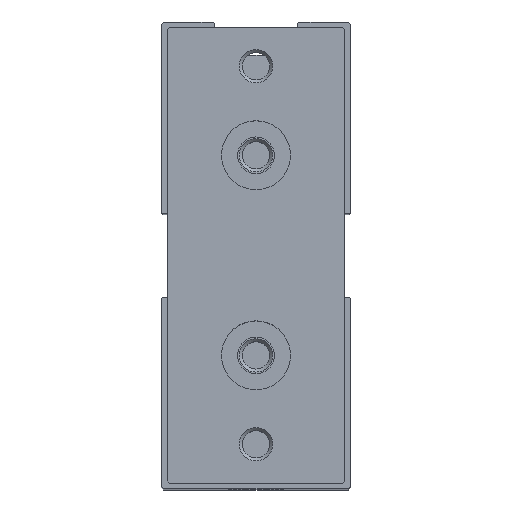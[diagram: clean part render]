
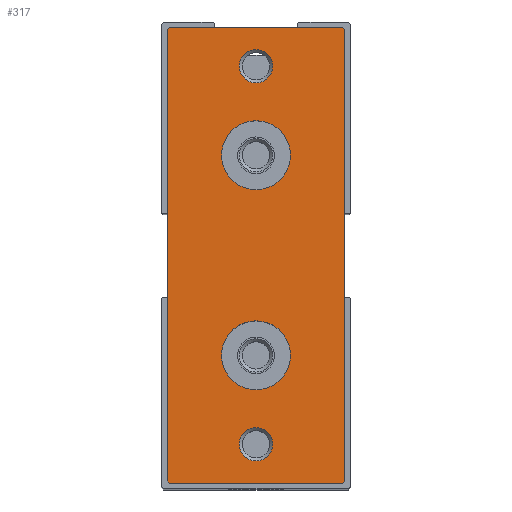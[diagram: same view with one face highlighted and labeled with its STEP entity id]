
A CAD part, top view. The second image highlights one B-rep face of the part: STEP entity #317.
In plain terms, the highlighted planar face has unit normal (0, 0, 1).
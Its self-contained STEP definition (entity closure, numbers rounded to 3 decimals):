
#317 = ADVANCED_FACE( '', ( #725, #726, #727, #728, #729 ), #730, .T. );
#725 = FACE_BOUND( '', #1221, .T. );
#726 = FACE_BOUND( '', #1222, .T. );
#727 = FACE_BOUND( '', #1223, .T. );
#728 = FACE_BOUND( '', #1224, .T. );
#729 = FACE_OUTER_BOUND( '', #1225, .T. );
#730 = PLANE( '', #1226 );
#1221 = EDGE_LOOP( '', ( #2467 ) );
#1222 = EDGE_LOOP( '', ( #2468 ) );
#1223 = EDGE_LOOP( '', ( #2469 ) );
#1224 = EDGE_LOOP( '', ( #2470 ) );
#1225 = EDGE_LOOP( '', ( #2471, #2472, #2473, #2474, #2475, #2476, #2477, #2478 ) );
#1226 = AXIS2_PLACEMENT_3D( '', #2479, #2480, #2481 );
#2467 = ORIENTED_EDGE( '', *, *, #3124, .T. );
#2468 = ORIENTED_EDGE( '', *, *, #3125, .T. );
#2469 = ORIENTED_EDGE( '', *, *, #3126, .T. );
#2470 = ORIENTED_EDGE( '', *, *, #3127, .T. );
#2471 = ORIENTED_EDGE( '', *, *, #3128, .T. );
#2472 = ORIENTED_EDGE( '', *, *, #3129, .T. );
#2473 = ORIENTED_EDGE( '', *, *, #3117, .T. );
#2474 = ORIENTED_EDGE( '', *, *, #3130, .T. );
#2475 = ORIENTED_EDGE( '', *, *, #3097, .T. );
#2476 = ORIENTED_EDGE( '', *, *, #3088, .T. );
#2477 = ORIENTED_EDGE( '', *, *, #3131, .T. );
#2478 = ORIENTED_EDGE( '', *, *, #3092, .T. );
#2479 = CARTESIAN_POINT( '', ( 0., 0., 5.5 ) );
#2480 = DIRECTION( '', ( 0., 0., 1. ) );
#2481 = DIRECTION( '', ( 1., 0., 0. ) );
#3088 = EDGE_CURVE( '', #3707, #3705, #3708, .T. );
#3092 = EDGE_CURVE( '', #3715, #3713, #3716, .T. );
#3097 = EDGE_CURVE( '', #3724, #3707, #3725, .T. );
#3117 = EDGE_CURVE( '', #3763, #3761, #3764, .T. );
#3124 = EDGE_CURVE( '', #3774, #3774, #3775, .T. );
#3125 = EDGE_CURVE( '', #3776, #3776, #3777, .T. );
#3126 = EDGE_CURVE( '', #3778, #3778, #3779, .T. );
#3127 = EDGE_CURVE( '', #3780, #3780, #3781, .T. );
#3128 = EDGE_CURVE( '', #3713, #3782, #3783, .T. );
#3129 = EDGE_CURVE( '', #3782, #3763, #3784, .T. );
#3130 = EDGE_CURVE( '', #3761, #3724, #3785, .T. );
#3131 = EDGE_CURVE( '', #3705, #3715, #3786, .T. );
#3705 = VERTEX_POINT( '', #4680 );
#3707 = VERTEX_POINT( '', #4683 );
#3708 = LINE( '', #4684, #4685 );
#3713 = VERTEX_POINT( '', #4692 );
#3715 = VERTEX_POINT( '', #4695 );
#3716 = LINE( '', #4696, #4697 );
#3724 = VERTEX_POINT( '', #4707 );
#3725 = LINE( '', #4708, #4709 );
#3761 = VERTEX_POINT( '', #4757 );
#3763 = VERTEX_POINT( '', #4760 );
#3764 = LINE( '', #4761, #4762 );
#3774 = VERTEX_POINT( '', #4778 );
#3775 = CIRCLE( '', #4779, 3.1 );
#3776 = VERTEX_POINT( '', #4780 );
#3777 = CIRCLE( '', #4781, 3.1 );
#3778 = VERTEX_POINT( '', #4782 );
#3779 = CIRCLE( '', #4783, 1.5 );
#3780 = VERTEX_POINT( '', #4784 );
#3781 = CIRCLE( '', #4785, 1.5 );
#3782 = VERTEX_POINT( '', #4786 );
#3783 = LINE( '', #4787, #4788 );
#3784 = LINE( '', #4789, #4790 );
#3785 = LINE( '', #4791, #4792 );
#3786 = LINE( '', #4793, #4794 );
#4680 = CARTESIAN_POINT( '', ( 7.8, 20.5, 5.5 ) );
#4683 = CARTESIAN_POINT( '', ( 8., 20.3, 5.5 ) );
#4684 = CARTESIAN_POINT( '', ( 8., 20.3, 5.5 ) );
#4685 = VECTOR( '', #5406, 1000. );
#4692 = CARTESIAN_POINT( '', ( -8., 20.3, 5.5 ) );
#4695 = CARTESIAN_POINT( '', ( -7.8, 20.5, 5.5 ) );
#4696 = CARTESIAN_POINT( '', ( -7.8, 20.5, 5.5 ) );
#4697 = VECTOR( '', #5410, 1000. );
#4707 = CARTESIAN_POINT( '', ( 8., -20.3, 5.5 ) );
#4708 = CARTESIAN_POINT( '', ( 8., -20.3, 5.5 ) );
#4709 = VECTOR( '', #5419, 1000. );
#4757 = CARTESIAN_POINT( '', ( 7.8, -20.5, 5.5 ) );
#4760 = CARTESIAN_POINT( '', ( -7.8, -20.5, 5.5 ) );
#4761 = CARTESIAN_POINT( '', ( -7.8, -20.5, 5.5 ) );
#4762 = VECTOR( '', #5451, 1000. );
#4778 = CARTESIAN_POINT( '', ( 0., -5.9, 5.5 ) );
#4779 = AXIS2_PLACEMENT_3D( '', #5458, #5459, #5460 );
#4780 = CARTESIAN_POINT( '', ( 0., 12.1, 5.5 ) );
#4781 = AXIS2_PLACEMENT_3D( '', #5461, #5462, #5463 );
#4782 = CARTESIAN_POINT( '', ( -1.5, -17., 5.5 ) );
#4783 = AXIS2_PLACEMENT_3D( '', #5464, #5465, #5466 );
#4784 = CARTESIAN_POINT( '', ( -1.5, 17., 5.5 ) );
#4785 = AXIS2_PLACEMENT_3D( '', #5467, #5468, #5469 );
#4786 = CARTESIAN_POINT( '', ( -8., -20.3, 5.5 ) );
#4787 = CARTESIAN_POINT( '', ( -8., 20.3, 5.5 ) );
#4788 = VECTOR( '', #5470, 1000. );
#4789 = CARTESIAN_POINT( '', ( -8., -20.3, 5.5 ) );
#4790 = VECTOR( '', #5471, 1000. );
#4791 = CARTESIAN_POINT( '', ( 7.8, -20.5, 5.5 ) );
#4792 = VECTOR( '', #5472, 1000. );
#4793 = CARTESIAN_POINT( '', ( 7.8, 20.5, 5.5 ) );
#4794 = VECTOR( '', #5473, 1000. );
#5406 = DIRECTION( '', ( -0.707, 0.707, 0. ) );
#5410 = DIRECTION( '', ( -0.707, -0.707, 0. ) );
#5419 = DIRECTION( '', ( 0., 1., 0. ) );
#5451 = DIRECTION( '', ( 1., 0., 0. ) );
#5458 = CARTESIAN_POINT( '', ( 0., -9., 5.5 ) );
#5459 = DIRECTION( '', ( 0., 0., -1. ) );
#5460 = DIRECTION( '', ( 0., 1., 0. ) );
#5461 = CARTESIAN_POINT( '', ( 0., 9., 5.5 ) );
#5462 = DIRECTION( '', ( 0., 0., -1. ) );
#5463 = DIRECTION( '', ( 0., 1., 0. ) );
#5464 = CARTESIAN_POINT( '', ( 0., -17., 5.5 ) );
#5465 = DIRECTION( '', ( 0., 0., -1. ) );
#5466 = DIRECTION( '', ( -1., 0., 0. ) );
#5467 = CARTESIAN_POINT( '', ( 0., 17., 5.5 ) );
#5468 = DIRECTION( '', ( 0., 0., -1. ) );
#5469 = DIRECTION( '', ( -1., 0., 0. ) );
#5470 = DIRECTION( '', ( 0., -1., 0. ) );
#5471 = DIRECTION( '', ( 0.707, -0.707, 0. ) );
#5472 = DIRECTION( '', ( 0.707, 0.707, 0. ) );
#5473 = DIRECTION( '', ( -1., 0., 0. ) );
